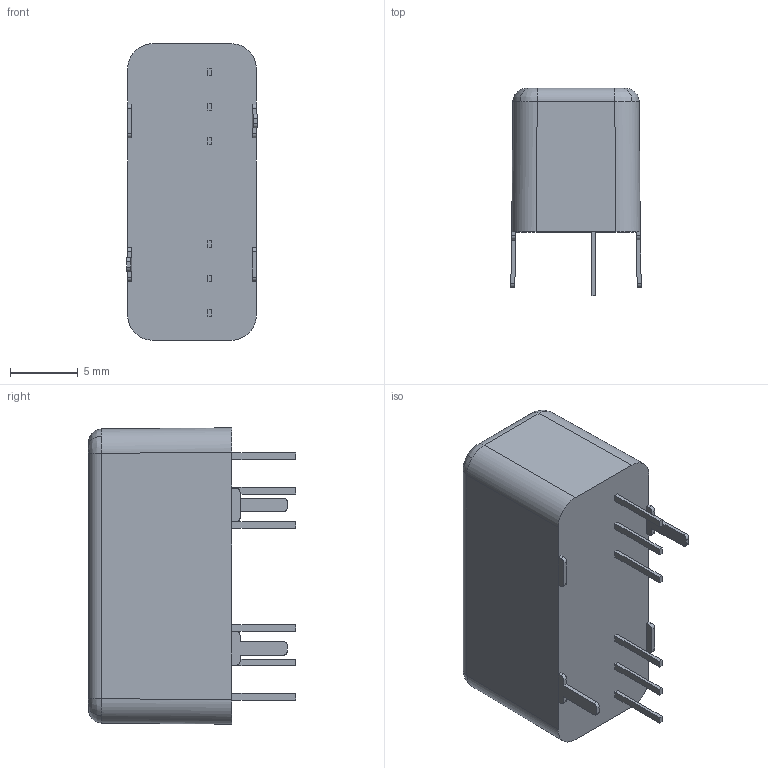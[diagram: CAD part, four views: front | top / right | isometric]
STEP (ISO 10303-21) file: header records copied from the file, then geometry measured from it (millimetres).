
FILE_DESCRIPTION (( 'STEP AP214' ), '1' );
FILE_NAME ('tmr9.STEP', '2014-11-24T07:57:46', ( '' ), ( '' ), 'SwSTEP 2.0', 'SolidWorks 2013', '' );
FILE_SCHEMA (( 'AUTOMOTIVE_DESIGN' ));
Length unit declared in the file: millimetre
Products named in the file (1): tmr9
Bounding box: 9.64 x 15.3 x 21.9 mm (x, y, z)
Surface area: 1081.6 mm2 (no closed solid volume)
Topology: 0 solids, 1 shells, 92 faces, 236 edges, 152 vertices
Faces by surface type: plane 64, cylinder 20, bspline 8
Entity records: 3833 total; most frequent: CARTESIAN_POINT 693, ORIENTED_EDGE 472, DIRECTION 390, EDGE_CURVE 236, VECTOR 180, LINE 180, VERTEX_POINT 152, AXIS2_PLACEMENT_3D 105
